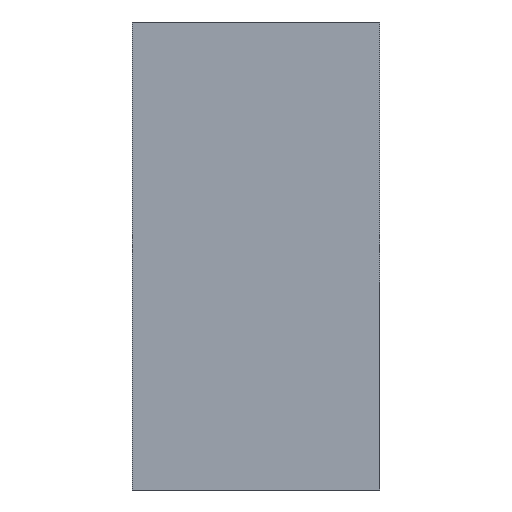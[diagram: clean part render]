
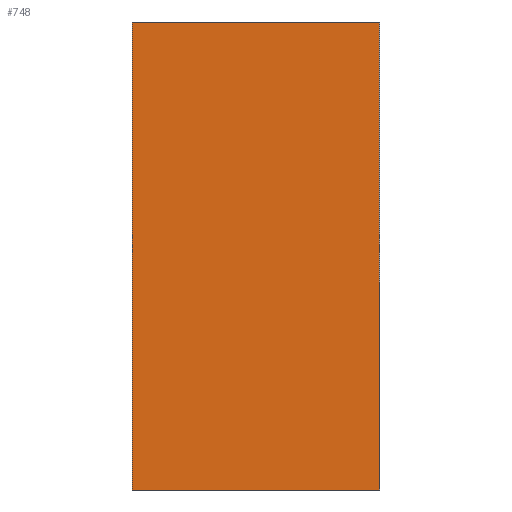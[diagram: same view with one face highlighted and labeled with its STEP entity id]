
A CAD part, left-side view. The second image highlights one B-rep face of the part: STEP entity #748.
In plain terms, the highlighted planar face has unit normal (-1, 0, 0).
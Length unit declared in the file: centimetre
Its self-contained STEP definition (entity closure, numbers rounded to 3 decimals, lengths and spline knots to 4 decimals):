
#41=LINE('',#1206,#92);
#42=LINE('',#1209,#93);
#43=LINE('',#1211,#94);
#44=LINE('',#1213,#95);
#92=VECTOR('',#945,1.);
#93=VECTOR('',#946,1.);
#94=VECTOR('',#947,1.);
#95=VECTOR('',#948,1.);
#211=ORIENTED_EDGE('',*,*,#415,.T.);
#212=ORIENTED_EDGE('',*,*,#416,.F.);
#213=ORIENTED_EDGE('',*,*,#417,.F.);
#214=ORIENTED_EDGE('',*,*,#418,.T.);
#415=EDGE_CURVE('',#515,#516,#41,.T.);
#416=EDGE_CURVE('',#517,#516,#42,.T.);
#417=EDGE_CURVE('',#518,#517,#43,.T.);
#418=EDGE_CURVE('',#518,#515,#44,.T.);
#515=VERTEX_POINT('',#1207);
#516=VERTEX_POINT('',#1208);
#517=VERTEX_POINT('',#1210);
#518=VERTEX_POINT('',#1212);
#615=EDGE_LOOP('',(#211,#212,#213,#214));
#666=FACE_BOUND('',#615,.T.);
#711=PLANE('',#836);
#748=ADVANCED_FACE('',(#666),#711,.F.);
#836=AXIS2_PLACEMENT_3D('',#1205,#943,#944);
#943=DIRECTION('',(1.,0.,0.));
#944=DIRECTION('',(0.,1.,0.));
#945=DIRECTION('',(0.,0.,1.));
#946=DIRECTION('',(0.,-1.,0.));
#947=DIRECTION('',(0.,0.,1.));
#948=DIRECTION('',(0.,-1.,0.));
#1205=CARTESIAN_POINT('',(0.,0.,0.));
#1206=CARTESIAN_POINT('',(0.,0.,9.));
#1207=CARTESIAN_POINT('',(0.,0.,0.));
#1208=CARTESIAN_POINT('',(0.,0.,18.));
#1209=CARTESIAN_POINT('',(0.,4.75,18.));
#1210=CARTESIAN_POINT('',(0.,9.5,18.));
#1211=CARTESIAN_POINT('',(0.,9.5,9.));
#1212=CARTESIAN_POINT('',(0.,9.5,0.));
#1213=CARTESIAN_POINT('',(0.,4.75,0.));
